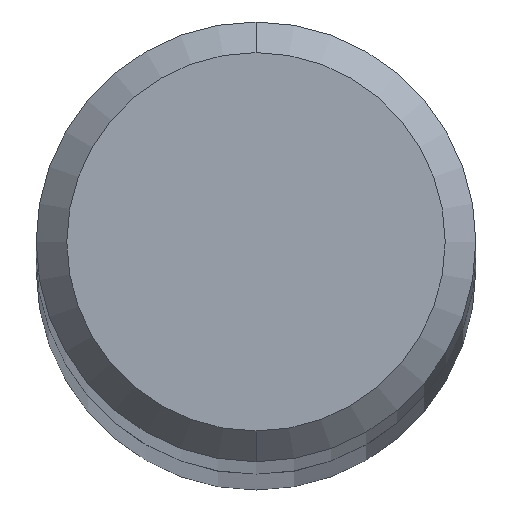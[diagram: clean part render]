
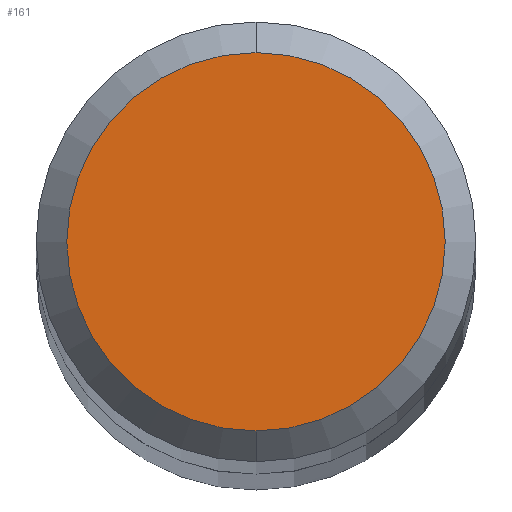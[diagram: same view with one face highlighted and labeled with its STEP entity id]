
A CAD part, top view. The second image highlights one B-rep face of the part: STEP entity #161.
In plain terms, the highlighted planar face has unit normal (0, 0, 1).
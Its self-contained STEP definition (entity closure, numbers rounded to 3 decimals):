
#161=ADVANCED_FACE('',(#436),#437,.T.);
#179=EDGE_CURVE('',#181,#293,#456,.T.);
#181=VERTEX_POINT('',#458);
#269=EDGE_CURVE('',#293,#181,#553,.T.);
#293=VERTEX_POINT('',#582);
#436=FACE_OUTER_BOUND('',#729,.T.);
#437=PLANE('',#730);
#456=CIRCLE('',#810,1.85);
#458=CARTESIAN_POINT('',(0.,-1.85,0.0));
#553=CIRCLE('',#984,1.85);
#582=CARTESIAN_POINT('',(0.0,1.85,0.0));
#729=EDGE_LOOP('',(#1314,#1315));
#730=AXIS2_PLACEMENT_3D('',#1316,#1317,#1318);
#810=AXIS2_PLACEMENT_3D('',#1335,#1336,#1337);
#984=AXIS2_PLACEMENT_3D('',#1442,#1443,#1444);
#1314=ORIENTED_EDGE('',*,*,#269,.F.);
#1315=ORIENTED_EDGE('',*,*,#179,.F.);
#1316=CARTESIAN_POINT('',(0.0,0.925,0.0));
#1317=DIRECTION('',(-0.0,0.0,1.0));
#1318=DIRECTION('',(0.0,-1.0,0.0));
#1335=CARTESIAN_POINT('',(0.0,0.0,0.0));
#1336=DIRECTION('',(0.0,0.0,-1.0));
#1337=DIRECTION('',(0.0,1.0,0.0));
#1442=CARTESIAN_POINT('',(0.0,0.0,0.0));
#1443=DIRECTION('',(0.0,0.0,-1.0));
#1444=DIRECTION('',(0.0,1.0,0.0));
